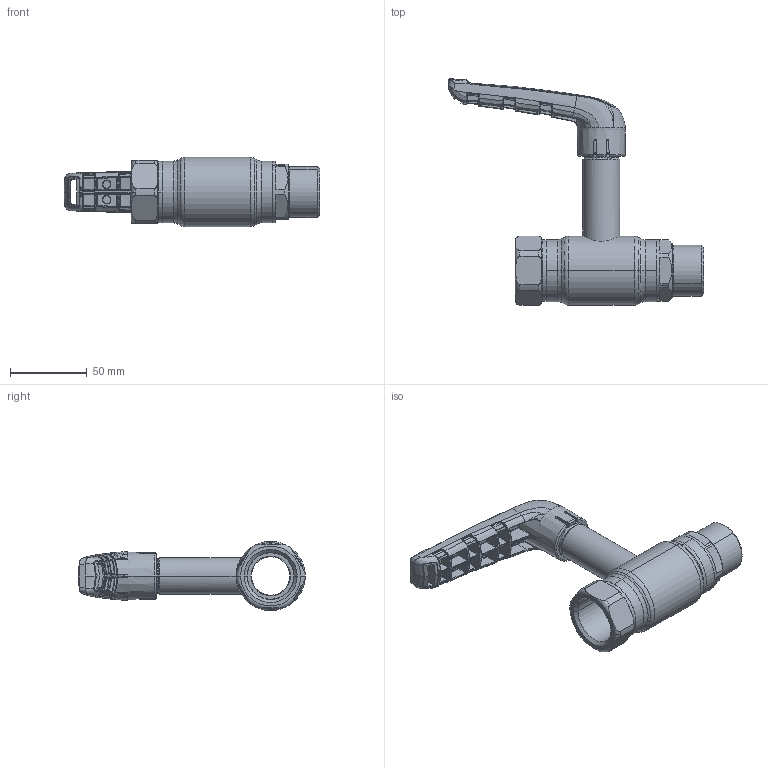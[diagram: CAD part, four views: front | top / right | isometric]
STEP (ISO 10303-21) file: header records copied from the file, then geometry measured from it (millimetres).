
FILE_DESCRIPTION (( 'STEP AP214' ), '1' );
FILE_NAME ('1025002401-xxxx.step', '2019-05-09T10:14:46', ( '' ), ( '' ), 'SwSTEP 2.0', 'SolidWorks 2017', '' );
FILE_SCHEMA (( 'AUTOMOTIVE_DESIGN' ));
Length unit declared in the file: millimetre
Products named in the file (1): 1025002401-xxxx
Bounding box: 166.07 x 147.31 x 45 mm (x, y, z)
Surface area: 45142 mm2 (no closed solid volume)
Topology: 0 solids, 7 shells, 763 faces, 2348 edges, 1488 vertices
Faces by surface type: bspline 581, plane 70, cylinder 49, torus 30, cone 25, sphere 8
Entity records: 57788 total; most frequent: CARTESIAN_POINT 33925, ORIENTED_EDGE 3951, EDGE_CURVE 2342, DIRECTION 1695, B_SPLINE_CURVE_WITH_KNOTS 1586, VERTEX_POINT 1488, EDGE_LOOP 782, UNCERTAINTY_MEASURE_WITH_UNIT 765
